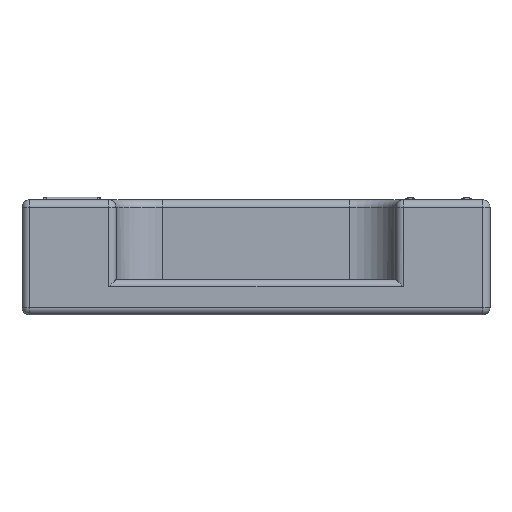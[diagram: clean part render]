
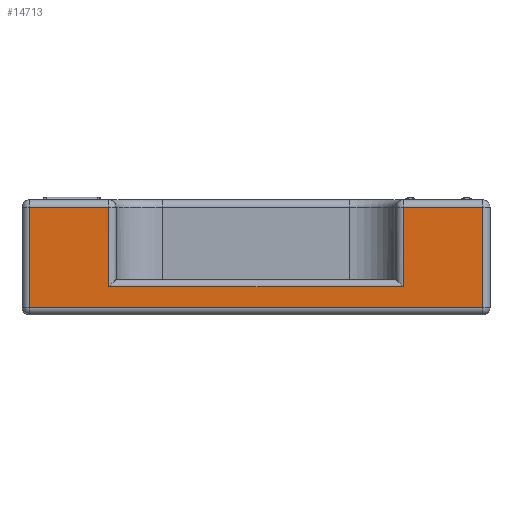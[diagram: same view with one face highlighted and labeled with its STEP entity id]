
A CAD part, left-side view. The second image highlights one B-rep face of the part: STEP entity #14713.
In plain terms, the highlighted planar face has unit normal (-1, 0, 0).
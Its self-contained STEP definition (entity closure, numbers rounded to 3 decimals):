
#354 = DIRECTION ( 'NONE',  ( 0., 0., 1. ) ) ;
#910 = ORIENTED_EDGE ( 'NONE', *, *, #7892, .T. ) ;
#1050 = AXIS2_PLACEMENT_3D ( 'NONE', #6064, #3334, #8614 ) ;
#1333 = CARTESIAN_POINT ( 'NONE',  ( -31.056, 34.117, 5.35 ) ) ;
#1493 = CARTESIAN_POINT ( 'NONE',  ( -31.056, 24.862, 6.15 ) ) ;
#1922 = FACE_OUTER_BOUND ( 'NONE', #6879, .T. ) ;
#1930 = CARTESIAN_POINT ( 'NONE',  ( -31.056, 33.317, 5.35 ) ) ;
#2005 = ORIENTED_EDGE ( 'NONE', *, *, #14411, .T. ) ;
#2365 = CARTESIAN_POINT ( 'NONE',  ( -31.056, 24.862, -3.15 ) ) ;
#2621 = VERTEX_POINT ( 'NONE', #9559 ) ;
#3047 = ORIENTED_EDGE ( 'NONE', *, *, #17195, .T. ) ;
#3181 = ORIENTED_EDGE ( 'NONE', *, *, #3357, .T. ) ;
#3318 = CARTESIAN_POINT ( 'NONE',  ( -31.056, 24.862, 5.35 ) ) ;
#3334 = DIRECTION ( 'NONE',  ( 1., 0., 0. ) ) ;
#3357 = EDGE_CURVE ( 'NONE', #9797, #9057, #5475, .T. ) ;
#3656 = DIRECTION ( 'NONE',  ( 0., 0., -1. ) ) ;
#3749 = CARTESIAN_POINT ( 'NONE',  ( -31.056, -6.628, 6.15 ) ) ;
#3873 = VECTOR ( 'NONE', #9754, 1000. ) ;
#4000 = LINE ( 'NONE', #3749, #5049 ) ;
#4043 = CARTESIAN_POINT ( 'NONE',  ( -31.056, 24.117, -3.15 ) ) ;
#4158 = CARTESIAN_POINT ( 'NONE',  ( -31.056, -15.083, 5.35 ) ) ;
#5049 = VECTOR ( 'NONE', #3656, 1000. ) ;
#5057 = VECTOR ( 'NONE', #5463, 1000. ) ;
#5176 = CARTESIAN_POINT ( 'NONE',  ( -31.056, 33.317, -5.35 ) ) ;
#5463 = DIRECTION ( 'NONE',  ( 0., 1., 0. ) ) ;
#5475 = LINE ( 'NONE', #1493, #3873 ) ;
#5809 = EDGE_CURVE ( 'NONE', #9057, #8748, #12170, .T. ) ;
#6064 = CARTESIAN_POINT ( 'NONE',  ( -31.056, 34.117, 6.15 ) ) ;
#6272 = LINE ( 'NONE', #15715, #8613 ) ;
#6879 = EDGE_LOOP ( 'NONE', ( #13754, #910, #11128, #2005, #9005, #3047, #3181, #17446 ) ) ;
#6901 = VERTEX_POINT ( 'NONE', #4158 ) ;
#6939 = VECTOR ( 'NONE', #12971, 1000. ) ;
#7806 = CARTESIAN_POINT ( 'NONE',  ( -31.056, 34.117, -5.35 ) ) ;
#7892 = EDGE_CURVE ( 'NONE', #13684, #16254, #15746, .T. ) ;
#7962 = DIRECTION ( 'NONE',  ( 0., 1., 0. ) ) ;
#8204 = LINE ( 'NONE', #9679, #16285 ) ;
#8613 = VECTOR ( 'NONE', #17125, 1000. ) ;
#8614 = DIRECTION ( 'NONE',  ( 0., 1., 0. ) ) ;
#8662 = CARTESIAN_POINT ( 'NONE',  ( -31.056, -15.083, -5.35 ) ) ;
#8748 = VERTEX_POINT ( 'NONE', #1930 ) ;
#9005 = ORIENTED_EDGE ( 'NONE', *, *, #10374, .T. ) ;
#9057 = VERTEX_POINT ( 'NONE', #3318 ) ;
#9369 = EDGE_CURVE ( 'NONE', #8748, #13684, #17126, .T. ) ;
#9375 = DIRECTION ( 'NONE',  ( 0., -1., 0. ) ) ;
#9559 = CARTESIAN_POINT ( 'NONE',  ( -31.056, -6.628, -3.15 ) ) ;
#9679 = CARTESIAN_POINT ( 'NONE',  ( -31.056, -15.083, 6.15 ) ) ;
#9754 = DIRECTION ( 'NONE',  ( 0., 0., 1. ) ) ;
#9797 = VERTEX_POINT ( 'NONE', #2365 ) ;
#10374 = EDGE_CURVE ( 'NONE', #14945, #2621, #4000, .T. ) ;
#11128 = ORIENTED_EDGE ( 'NONE', *, *, #15618, .T. ) ;
#11173 = PLANE ( 'NONE',  #1050 ) ;
#11322 = VECTOR ( 'NONE', #7962, 1000. ) ;
#12170 = LINE ( 'NONE', #1333, #11322 ) ;
#12354 = VECTOR ( 'NONE', #9375, 1000. ) ;
#12971 = DIRECTION ( 'NONE',  ( 0., 0., -1. ) ) ;
#13684 = VERTEX_POINT ( 'NONE', #5176 ) ;
#13754 = ORIENTED_EDGE ( 'NONE', *, *, #9369, .T. ) ;
#14218 = CARTESIAN_POINT ( 'NONE',  ( -31.056, 33.317, 6.15 ) ) ;
#14411 = EDGE_CURVE ( 'NONE', #6901, #14945, #6272, .T. ) ;
#14713 = ADVANCED_FACE ( 'NONE', ( #1922 ), #11173, .F. ) ;
#14945 = VERTEX_POINT ( 'NONE', #16217 ) ;
#14985 = LINE ( 'NONE', #4043, #5057 ) ;
#15618 = EDGE_CURVE ( 'NONE', #16254, #6901, #8204, .T. ) ;
#15715 = CARTESIAN_POINT ( 'NONE',  ( -31.056, -5.883, 5.35 ) ) ;
#15746 = LINE ( 'NONE', #7806, #12354 ) ;
#16217 = CARTESIAN_POINT ( 'NONE',  ( -31.056, -6.628, 5.35 ) ) ;
#16254 = VERTEX_POINT ( 'NONE', #8662 ) ;
#16285 = VECTOR ( 'NONE', #354, 1000. ) ;
#17125 = DIRECTION ( 'NONE',  ( 0., 1., 0. ) ) ;
#17126 = LINE ( 'NONE', #14218, #6939 ) ;
#17195 = EDGE_CURVE ( 'NONE', #2621, #9797, #14985, .T. ) ;
#17446 = ORIENTED_EDGE ( 'NONE', *, *, #5809, .T. ) ;
